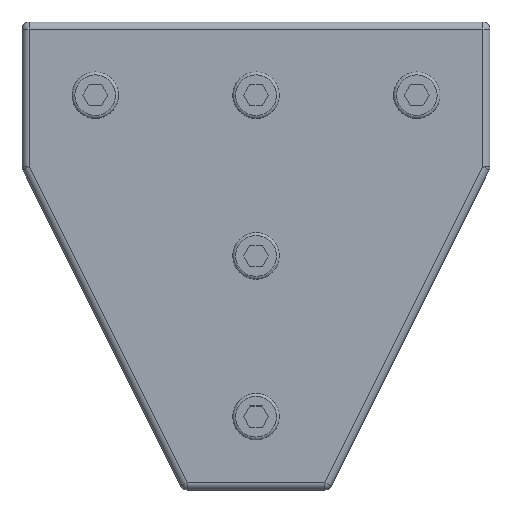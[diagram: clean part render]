
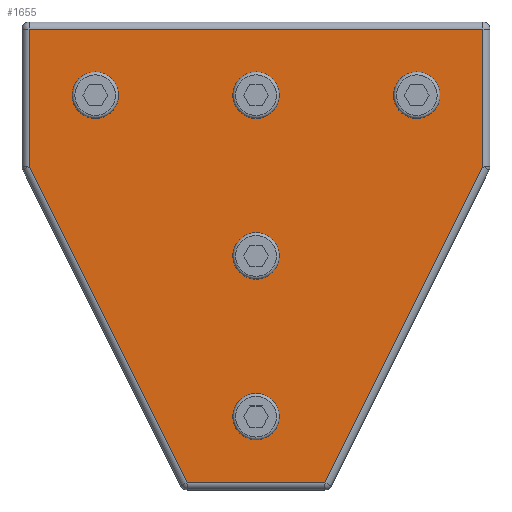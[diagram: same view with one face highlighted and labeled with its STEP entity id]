
A CAD part, top view. The second image highlights one B-rep face of the part: STEP entity #1655.
In plain terms, the highlighted planar face has unit normal (0, 0, 1).
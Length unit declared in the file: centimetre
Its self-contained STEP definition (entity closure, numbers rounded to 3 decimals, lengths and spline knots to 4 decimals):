
#42=FACE_BOUND('',#227,.T.);
#43=FACE_BOUND('',#228,.T.);
#44=FACE_BOUND('',#229,.T.);
#45=FACE_BOUND('',#230,.T.);
#46=FACE_BOUND('',#231,.T.);
#62=PLANE('',#1773);
#125=FACE_OUTER_BOUND('',#226,.T.);
#226=EDGE_LOOP('',(#1155,#1156,#1157,#1158,#1159,#1160));
#227=EDGE_LOOP('',(#1161));
#228=EDGE_LOOP('',(#1162));
#229=EDGE_LOOP('',(#1163));
#230=EDGE_LOOP('',(#1164));
#231=EDGE_LOOP('',(#1165));
#347=LINE('',#2549,#487);
#348=LINE('',#2551,#488);
#349=LINE('',#2553,#489);
#350=LINE('',#2555,#490);
#351=LINE('',#2557,#491);
#352=LINE('',#2558,#492);
#487=VECTOR('',#2002,1000.);
#488=VECTOR('',#2003,1000.);
#489=VECTOR('',#2004,1000.);
#490=VECTOR('',#2005,1000.);
#491=VECTOR('',#2006,1000.);
#492=VECTOR('',#2007,1000.);
#622=CIRCLE('',#1759,4.5);
#624=CIRCLE('',#1762,4.5);
#626=CIRCLE('',#1765,4.5);
#628=CIRCLE('',#1768,4.5);
#630=CIRCLE('',#1771,4.5);
#726=VERTEX_POINT('',#2517);
#728=VERTEX_POINT('',#2523);
#730=VERTEX_POINT('',#2529);
#732=VERTEX_POINT('',#2535);
#734=VERTEX_POINT('',#2541);
#736=VERTEX_POINT('',#2547);
#737=VERTEX_POINT('',#2548);
#738=VERTEX_POINT('',#2550);
#739=VERTEX_POINT('',#2552);
#740=VERTEX_POINT('',#2554);
#741=VERTEX_POINT('',#2556);
#891=EDGE_CURVE('',#726,#726,#622,.T.);
#894=EDGE_CURVE('',#728,#728,#624,.T.);
#897=EDGE_CURVE('',#730,#730,#626,.T.);
#900=EDGE_CURVE('',#732,#732,#628,.T.);
#903=EDGE_CURVE('',#734,#734,#630,.T.);
#906=EDGE_CURVE('',#736,#737,#347,.T.);
#907=EDGE_CURVE('',#737,#738,#348,.T.);
#908=EDGE_CURVE('',#738,#739,#349,.T.);
#909=EDGE_CURVE('',#739,#740,#350,.T.);
#910=EDGE_CURVE('',#740,#741,#351,.T.);
#911=EDGE_CURVE('',#741,#736,#352,.T.);
#1155=ORIENTED_EDGE('',*,*,#906,.T.);
#1156=ORIENTED_EDGE('',*,*,#907,.T.);
#1157=ORIENTED_EDGE('',*,*,#908,.T.);
#1158=ORIENTED_EDGE('',*,*,#909,.T.);
#1159=ORIENTED_EDGE('',*,*,#910,.T.);
#1160=ORIENTED_EDGE('',*,*,#911,.T.);
#1161=ORIENTED_EDGE('',*,*,#894,.F.);
#1162=ORIENTED_EDGE('',*,*,#903,.F.);
#1163=ORIENTED_EDGE('',*,*,#897,.F.);
#1164=ORIENTED_EDGE('',*,*,#891,.F.);
#1165=ORIENTED_EDGE('',*,*,#900,.F.);
#1655=ADVANCED_FACE('',(#125,#42,#43,#44,#45,#46),#62,.T.);
#1759=AXIS2_PLACEMENT_3D('',#2518,#1967,#1968);
#1762=AXIS2_PLACEMENT_3D('',#2524,#1974,#1975);
#1765=AXIS2_PLACEMENT_3D('',#2530,#1981,#1982);
#1768=AXIS2_PLACEMENT_3D('',#2536,#1988,#1989);
#1771=AXIS2_PLACEMENT_3D('',#2542,#1995,#1996);
#1773=AXIS2_PLACEMENT_3D('',#2546,#2000,#2001);
#1967=DIRECTION('center_axis',(0.,0.,
1.));
#1968=DIRECTION('ref_axis',(0.,-1.,0.));
#1974=DIRECTION('center_axis',(0.,0.,
1.));
#1975=DIRECTION('ref_axis',(0.,-1.,0.));
#1981=DIRECTION('center_axis',(0.,0.,
1.));
#1982=DIRECTION('ref_axis',(0.,-1.,0.));
#1988=DIRECTION('center_axis',(0.,0.,
1.));
#1989=DIRECTION('ref_axis',(0.,-1.,0.));
#1995=DIRECTION('center_axis',(0.,0.,
1.));
#1996=DIRECTION('ref_axis',(0.,-1.,0.));
#2000=DIRECTION('center_axis',(0.,0.,
1.));
#2001=DIRECTION('ref_axis',(0.,1.,0.));
#2002=DIRECTION('',(-1.,0.,0.));
#2003=DIRECTION('',(0.,-1.,0.));
#2004=DIRECTION('',(0.447,-0.894,0.));
#2005=DIRECTION('',(1.,0.,0.));
#2006=DIRECTION('',(0.447,0.894,0.));
#2007=DIRECTION('',(0.,1.,0.));
#2517=CARTESIAN_POINT('',(0.,4.5,6.));
#2518=CARTESIAN_POINT('Origin',(0.,0.,6.));
#2523=CARTESIAN_POINT('',(0.,-85.5,6.));
#2524=CARTESIAN_POINT('Origin',(0.,-90.,6.));
#2529=CARTESIAN_POINT('',(-45.,4.5,6.));
#2530=CARTESIAN_POINT('Origin',(-45.,0.,6.));
#2535=CARTESIAN_POINT('',(45.,4.5,6.));
#2536=CARTESIAN_POINT('Origin',(45.,0.,6.));
#2541=CARTESIAN_POINT('',(0.,-40.5,6.));
#2542=CARTESIAN_POINT('Origin',(0.,-45.,6.));
#2546=CARTESIAN_POINT('Origin',(-86.,20.5,6.));
#2547=CARTESIAN_POINT('',(63.5,18.5,6.));
#2548=CARTESIAN_POINT('',(-63.5,18.5,6.));
#2549=CARTESIAN_POINT('',(-63.5,18.5,6.));
#2550=CARTESIAN_POINT('',(-63.5,-20.0279,6.));
#2551=CARTESIAN_POINT('',(-63.5,-20.0279,6.));
#2552=CARTESIAN_POINT('',(-19.2639,-108.5,6.));
#2553=CARTESIAN_POINT('',(-19.2639,-108.5,6.));
#2554=CARTESIAN_POINT('',(19.2639,-108.5,6.));
#2555=CARTESIAN_POINT('',(19.2639,-108.5,6.));
#2556=CARTESIAN_POINT('',(63.5,-20.0279,6.));
#2557=CARTESIAN_POINT('',(63.5,-20.0279,6.));
#2558=CARTESIAN_POINT('',(63.5,18.5,6.));
